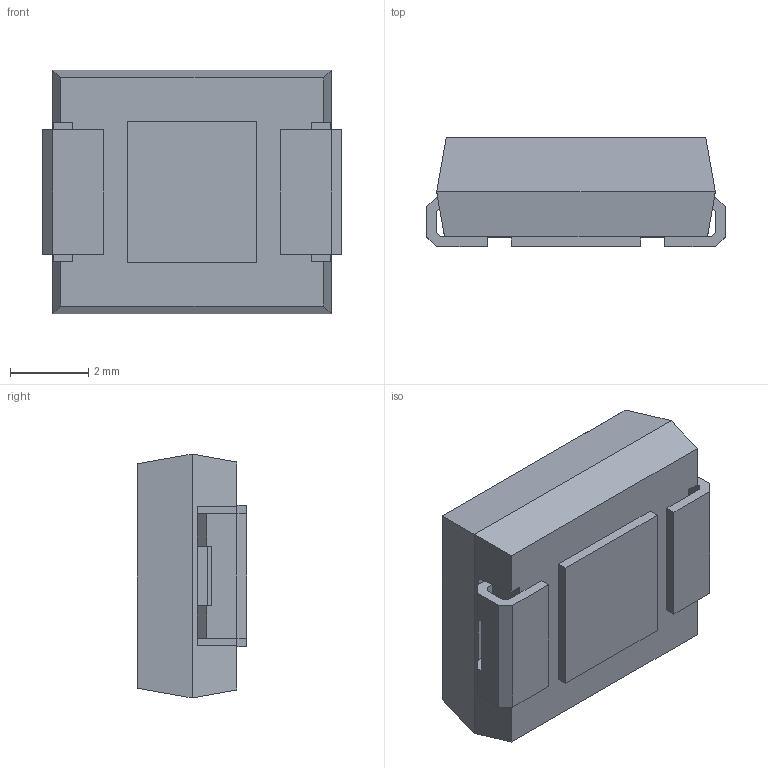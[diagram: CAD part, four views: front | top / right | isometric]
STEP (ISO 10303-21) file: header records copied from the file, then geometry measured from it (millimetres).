
FILE_DESCRIPTION (( 'STEP AP214' ), '1' );
FILE_NAME ('2D73F7B9-EC8B-4332-B7B7-1EDB9A861CE7.STEP', '2008-06-26T10:09:53', ( 'sysAdmin' ), ( 'SolidWorks' ), 'SwSTEP 2.0', 'SolidWorks 2008', '' );
FILE_SCHEMA (( 'AUTOMOTIVE_DESIGN' ));
Length unit declared in the file: inch
Products named in the file (1): 2D73F7B9-EC8B-4332-B7B7-1EDB9A861CE7
Bounding box: 7.62 x 2.8 x 6.22 mm (x, y, z)
Volume: 108.9 mm3; surface area: 178.1 mm2
Topology: 1 solids, 1 shells, 69 faces, 198 edges, 128 vertices
Faces by surface type: plane 69
Entity records: 2608 total; most frequent: ORIENTED_EDGE 396, CARTESIAN_POINT 396, DIRECTION 338, EDGE_CURVE 198, VECTOR 198, LINE 198, VERTEX_POINT 128, AXIS2_PLACEMENT_3D 70
